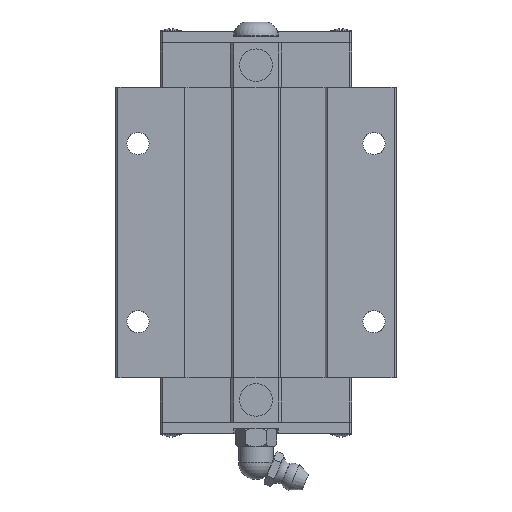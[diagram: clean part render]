
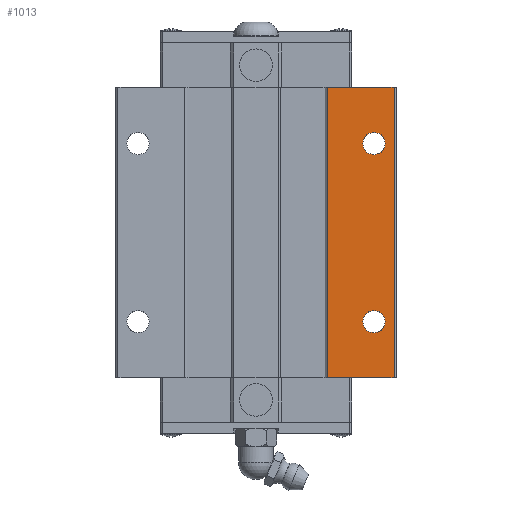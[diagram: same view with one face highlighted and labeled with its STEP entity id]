
A CAD part, top view. The second image highlights one B-rep face of the part: STEP entity #1013.
In plain terms, the highlighted planar face has unit normal (0, 0, 1).
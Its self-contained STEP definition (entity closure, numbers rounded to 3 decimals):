
#1013=ADVANCED_FACE('',(#2105,#2106,#2107),#2108,.T.);
#2105=FACE_OUTER_BOUND('',#3281,.T.);
#2106=FACE_BOUND('',#3282,.T.);
#2107=FACE_BOUND('',#3283,.T.);
#2108=PLANE('',#3284);
#3281=EDGE_LOOP('',(#6428,#6429,#6430,#6431));
#3282=EDGE_LOOP('',(#6432,#6433));
#3283=EDGE_LOOP('',(#6434,#6435));
#3284=AXIS2_PLACEMENT_3D('',#6436,#6437,#6438);
#6428=ORIENTED_EDGE('',*,*,#8276,.T.);
#6429=ORIENTED_EDGE('',*,*,#8209,.T.);
#6430=ORIENTED_EDGE('',*,*,#8282,.F.);
#6431=ORIENTED_EDGE('',*,*,#8257,.T.);
#6432=ORIENTED_EDGE('',*,*,#7131,.T.);
#6433=ORIENTED_EDGE('',*,*,#8283,.T.);
#6434=ORIENTED_EDGE('',*,*,#7125,.T.);
#6435=ORIENTED_EDGE('',*,*,#8284,.T.);
#6436=CARTESIAN_POINT('',(0.0,77.701,30.0));
#6437=DIRECTION('',(0.0,0.0,1.0));
#6438=DIRECTION('',(-1.0,0.0,0.0));
#7125=EDGE_CURVE('',#8542,#8548,#8550,.T.);
#7131=EDGE_CURVE('',#8553,#8559,#8561,.T.);
#8209=EDGE_CURVE('',#10164,#10162,#10165,.T.);
#8257=EDGE_CURVE('',#10248,#10246,#10249,.T.);
#8276=EDGE_CURVE('',#10246,#10164,#10272,.T.);
#8282=EDGE_CURVE('',#10248,#10162,#10278,.T.);
#8283=EDGE_CURVE('',#8559,#8553,#10279,.T.);
#8284=EDGE_CURVE('',#8548,#8542,#10280,.T.);
#8542=VERTEX_POINT('',#10619);
#8548=VERTEX_POINT('',#10626);
#8550=CIRCLE('',#10629,2.5);
#8553=VERTEX_POINT('',#10632);
#8559=VERTEX_POINT('',#10639);
#8561=CIRCLE('',#10642,2.5);
#10162=VERTEX_POINT('',#13801);
#10164=VERTEX_POINT('',#13804);
#10165=LINE('',#13805,#13806);
#10246=VERTEX_POINT('',#13927);
#10248=VERTEX_POINT('',#13930);
#10249=LINE('',#13931,#13932);
#10272=LINE('',#13967,#13968);
#10278=LINE('',#13976,#13977);
#10279=CIRCLE('',#13978,2.5);
#10280=CIRCLE('',#13979,2.5);
#10619=CARTESIAN_POINT('',(29.0,25.101,30.0));
#10626=CARTESIAN_POINT('',(24.0,25.101,30.0));
#10629=AXIS2_PLACEMENT_3D('',#14425,#14426,#14427);
#10632=CARTESIAN_POINT('',(29.0,65.101,30.0));
#10639=CARTESIAN_POINT('',(24.0,65.101,30.0));
#10642=AXIS2_PLACEMENT_3D('',#14436,#14437,#14438);
#13801=CARTESIAN_POINT('',(31.0,12.501,30.0));
#13804=CARTESIAN_POINT('',(16.0,12.501,30.0));
#13805=CARTESIAN_POINT('',(31.0,12.501,30.0));
#13806=VECTOR('',#15476,1.0);
#13927=CARTESIAN_POINT('',(16.0,77.701,30.0));
#13930=CARTESIAN_POINT('',(31.0,77.701,30.0));
#13931=CARTESIAN_POINT('',(31.0,77.701,30.0));
#13932=VECTOR('',#15518,1.0);
#13967=CARTESIAN_POINT('',(16.0,94.001,30.0));
#13968=VECTOR('',#15531,1.0);
#13976=CARTESIAN_POINT('',(31.0,77.701,30.0));
#13977=VECTOR('',#15534,1.0);
#13978=AXIS2_PLACEMENT_3D('',#15535,#15536,#15537);
#13979=AXIS2_PLACEMENT_3D('',#15538,#15539,#15540);
#14425=CARTESIAN_POINT('',(26.5,25.101,30.0));
#14426=DIRECTION('',(0.0,0.0,-1.0));
#14427=DIRECTION('',(1.0,0.0,0.0));
#14436=CARTESIAN_POINT('',(26.5,65.101,30.0));
#14437=DIRECTION('',(0.0,0.0,-1.0));
#14438=DIRECTION('',(1.0,0.0,0.0));
#15476=DIRECTION('',(1.0,0.0,0.0));
#15518=DIRECTION('',(-1.0,0.0,0.0));
#15531=DIRECTION('',(0.0,-1.0,0.0));
#15534=DIRECTION('',(0.0,-1.0,0.0));
#15535=CARTESIAN_POINT('',(26.5,65.101,30.0));
#15536=DIRECTION('',(0.0,0.0,-1.0));
#15537=DIRECTION('',(1.0,0.0,0.0));
#15538=CARTESIAN_POINT('',(26.5,25.101,30.0));
#15539=DIRECTION('',(0.0,0.0,-1.0));
#15540=DIRECTION('',(1.0,0.0,0.0));
